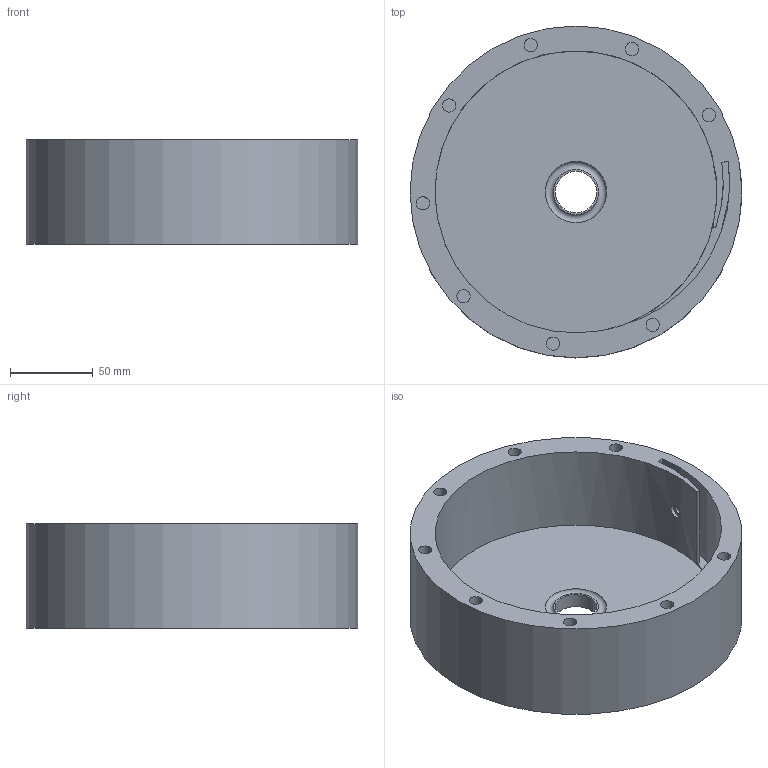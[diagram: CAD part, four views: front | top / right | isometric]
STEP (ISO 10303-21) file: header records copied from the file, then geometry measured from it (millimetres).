
FILE_DESCRIPTION(('FreeCAD Model'),'2;1');
FILE_NAME('Barillet part 1.step','2016-11-16T17:44:30',('Author'),(''), 'Open CASCADE STEP processor 6.8','FreeCAD','Unknown');
FILE_SCHEMA(('AUTOMOTIVE_DESIGN_CC2 { 1 2 10303 214 -1 1 5 4 }'));
Length unit declared in the file: millimetre
Products named in the file (2): ASSEMBLY; Cut013
Assembly tree (1 placements, depth 2):
  ASSEMBLY
    Cut013
Bounding box: 200 x 200 x 63 mm (x, y, z)
Volume: 716383.4 mm3; surface area: 139772.1 mm2
Topology: 1 solids, 1 shells, 39 faces, 82 edges, 59 vertices
Faces by surface type: plane 18, cylinder 17, torus 3, bspline 1
Full cylindrical faces by diameter (mm): 4 x2, 8 x10, 25 x1, 170 x1, 200 x1
Entity records: 13573 total; most frequent: CARTESIAN_POINT 11602, DIRECTION 300, ORIENTED_EDGE 164, PCURVE 164, DEFINITIONAL_REPRESENTATION 164, LINE 103, VECTOR 103, AXIS2_PLACEMENT_3D 82
